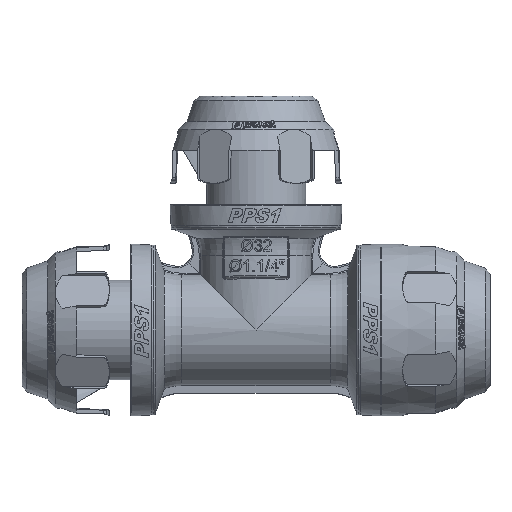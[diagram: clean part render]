
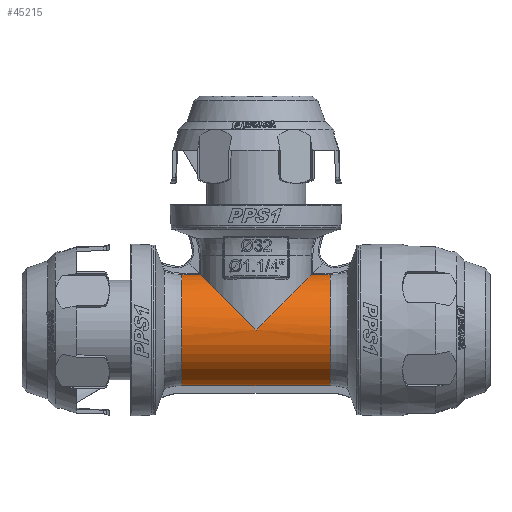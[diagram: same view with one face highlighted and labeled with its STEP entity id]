
A CAD part, front view. The second image highlights one B-rep face of the part: STEP entity #45215.
In plain terms, the highlighted cylindrical face has radius 18.54 mm (diameter 37.081 mm), a partial arc.
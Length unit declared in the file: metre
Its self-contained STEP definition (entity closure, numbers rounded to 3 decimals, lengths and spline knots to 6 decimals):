
#2174=CYLINDRICAL_SURFACE('',#47742,0.01854);
#2823=CIRCLE('',#47016,0.01854);
#3088=CIRCLE('',#47741,0.01854);
#4313=FACE_OUTER_BOUND('',#6922,.T.);
#6922=EDGE_LOOP('',(#35215,#35216,#35217,#35218,#35219,#35220,#35221));
#8482=ELLIPSE('',#47404,0.02622,0.01854);
#8484=ELLIPSE('',#47407,0.02622,0.01854);
#13026=LINE('',#102828,#15437);
#13031=LINE('',#103709,#15442);
#13077=LINE('',#105662,#15488);
#15437=VECTOR('',#51202,1.);
#15442=VECTOR('',#51263,1.);
#15488=VECTOR('',#51503,1.);
#19484=VERTEX_POINT('',#90397);
#19485=VERTEX_POINT('',#90438);
#20218=VERTEX_POINT('',#100052);
#20342=VERTEX_POINT('',#102825);
#20362=VERTEX_POINT('',#103704);
#20368=VERTEX_POINT('',#104240);
#20413=VERTEX_POINT('',#105646);
#24323=EDGE_CURVE('',#19484,#19485,#2823,.T.);
#25695=EDGE_CURVE('',#20342,#20218,#13026,.T.);
#25730=EDGE_CURVE('',#19484,#20362,#13031,.T.);
#25766=EDGE_CURVE('',#20362,#20368,#8482,.T.);
#25772=EDGE_CURVE('',#20368,#20342,#8484,.T.);
#25863=EDGE_CURVE('',#20413,#19485,#13077,.T.);
#26265=EDGE_CURVE('',#20218,#20413,#3088,.T.);
#35215=ORIENTED_EDGE('',*,*,#25772,.T.);
#35216=ORIENTED_EDGE('',*,*,#25695,.T.);
#35217=ORIENTED_EDGE('',*,*,#26265,.T.);
#35218=ORIENTED_EDGE('',*,*,#25863,.T.);
#35219=ORIENTED_EDGE('',*,*,#24323,.F.);
#35220=ORIENTED_EDGE('',*,*,#25730,.T.);
#35221=ORIENTED_EDGE('',*,*,#25766,.T.);
#45215=ADVANCED_FACE('',(#4313),#2174,.T.);
#47016=AXIS2_PLACEMENT_3D('',#90447,#49964,#49965);
#47404=AXIS2_PLACEMENT_3D('',#104241,#51322,#51323);
#47407=AXIS2_PLACEMENT_3D('',#104293,#51330,#51331);
#47741=AXIS2_PLACEMENT_3D('',#108103,#52237,#52238);
#47742=AXIS2_PLACEMENT_3D('',#108104,#52239,#52240);
#49964=DIRECTION('center_axis',(1.,0.,0.));
#49965=DIRECTION('ref_axis',(0.,0.,
-1.));
#51202=DIRECTION('',(-1.,0.,0.));
#51263=DIRECTION('',(-1.,0.,0.));
#51322=DIRECTION('center_axis',(0.707,0.,
-0.707));
#51323=DIRECTION('ref_axis',(-0.707,0.,-0.707));
#51330=DIRECTION('center_axis',(-0.707,0.,
-0.707));
#51331=DIRECTION('ref_axis',(0.707,0.,-0.707));
#51503=DIRECTION('',(1.,0.,0.));
#52237=DIRECTION('center_axis',(1.,0.,0.));
#52238=DIRECTION('ref_axis',(0.,0.,
-1.));
#52239=DIRECTION('center_axis',(-1.,0.,0.));
#52240=DIRECTION('ref_axis',(0.,0.,1.));
#90397=CARTESIAN_POINT('',(4.95269,-20.775128,-0.059163));
#90438=CARTESIAN_POINT('',(4.95269,-20.774732,-0.095966));
#90447=CARTESIAN_POINT('Origin',(4.95269,-20.772676,-0.07754));
#100052=CARTESIAN_POINT('',(4.903609,-20.775128,-0.059163));
#102825=CARTESIAN_POINT('',(4.909772,-20.775128,-0.059163));
#102828=CARTESIAN_POINT('',(4.94769,-20.775128,-0.059163));
#103704=CARTESIAN_POINT('',(4.946527,-20.775128,-0.059163));
#103709=CARTESIAN_POINT('',(4.94769,-20.775128,-0.059163));
#104240=CARTESIAN_POINT('',(4.928149,-20.791217,-0.07754));
#104241=CARTESIAN_POINT('Origin',(4.928149,-20.772676,-0.07754));
#104293=CARTESIAN_POINT('Origin',(4.928149,-20.772676,-0.07754));
#105646=CARTESIAN_POINT('',(4.903609,-20.774732,-0.095966));
#105662=CARTESIAN_POINT('',(4.908609,-20.774732,-0.095966));
#108103=CARTESIAN_POINT('Origin',(4.903609,-20.772676,-0.07754));
#108104=CARTESIAN_POINT('Origin',(4.94769,-20.772676,-0.07754));
